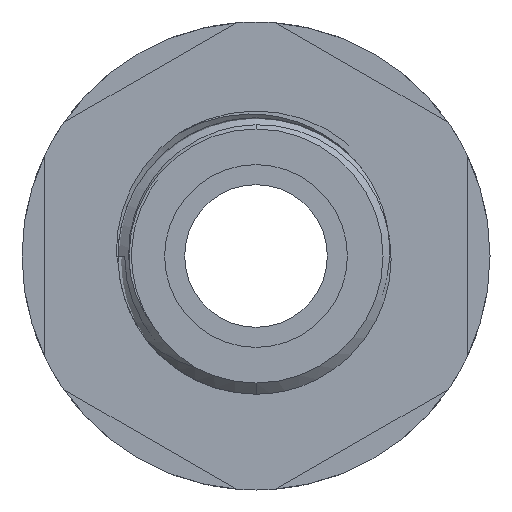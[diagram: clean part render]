
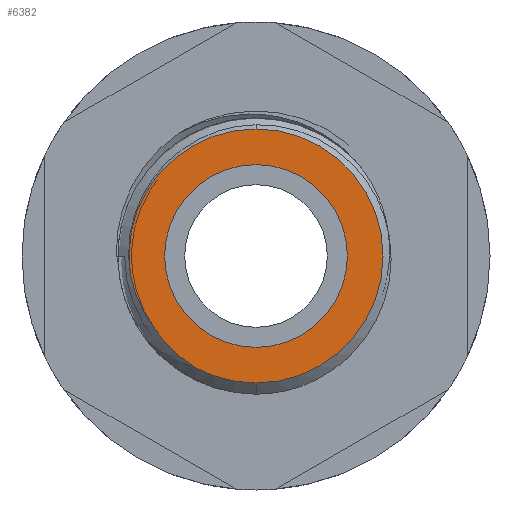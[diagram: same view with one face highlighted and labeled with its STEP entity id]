
A CAD part, front view. The second image highlights one B-rep face of the part: STEP entity #6382.
In plain terms, the highlighted planar face has unit normal (0, -1, 0).
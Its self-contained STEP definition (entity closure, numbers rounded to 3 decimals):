
#163 = CARTESIAN_POINT ( 'NONE',  ( -5.632, -8., -0.879 ) ) ;
#1139 = CIRCLE ( 'NONE', #1324, 4.1 ) ;
#1296 = CARTESIAN_POINT ( 'NONE',  ( -2.751, -8., -4.992 ) ) ;
#1324 = AXIS2_PLACEMENT_3D ( 'NONE', #9111, #2697, #10153 ) ;
#1958 = DIRECTION ( 'NONE',  ( 0., -1., 0. ) ) ;
#2098 = ORIENTED_EDGE ( 'NONE', *, *, #6768, .F. ) ;
#2105 = CARTESIAN_POINT ( 'NONE',  ( -4.368, -8., -3.546 ) ) ;
#2517 = CARTESIAN_POINT ( 'NONE',  ( -5.591, -8., -1.085 ) ) ;
#2654 = CARTESIAN_POINT ( 'NONE',  ( 0., -8., 0. ) ) ;
#2697 = DIRECTION ( 'NONE',  ( 0., -1., 0. ) ) ;
#2699 = VERTEX_POINT ( 'NONE', #10494 ) ;
#2905 = CARTESIAN_POINT ( 'NONE',  ( 0., -8., 0. ) ) ;
#2925 = ORIENTED_EDGE ( 'NONE', *, *, #8103, .T. ) ;
#3196 = CARTESIAN_POINT ( 'NONE',  ( -4.602, -8., -3.173 ) ) ;
#3496 = CARTESIAN_POINT ( 'NONE',  ( 0., -8., 5.7 ) ) ;
#3527 = CARTESIAN_POINT ( 'NONE',  ( 0., -8., -4.1 ) ) ;
#3619 = CARTESIAN_POINT ( 'NONE',  ( -5.41, -8., -1.691 ) ) ;
#3635 = CARTESIAN_POINT ( 'NONE',  ( 0., -8., 0. ) ) ;
#3749 = DIRECTION ( 'NONE',  ( 0., 0., 1. ) ) ;
#3882 = FACE_BOUND ( 'NONE', #9105, .T. ) ;
#3983 = EDGE_CURVE ( 'NONE', #10228, #7650, #4777, .T. ) ;
#4286 = CARTESIAN_POINT ( 'NONE',  ( -4.094, -8., -3.884 ) ) ;
#4704 = CARTESIAN_POINT ( 'NONE',  ( -5.073, -8., -2.47 ) ) ;
#4723 = DIRECTION ( 'NONE',  ( 0., 0., 1. ) ) ;
#4777 = CIRCLE ( 'NONE', #11583, 5.7 ) ;
#5139 = DIRECTION ( 'NONE',  ( 0., 0., 1. ) ) ;
#5152 = B_SPLINE_CURVE_WITH_KNOTS ( 'NONE', 3,
 ( #3196, #2105, #4286, #11618, #5378, #12637, #6453, #13632 ),
 .UNSPECIFIED., .F., .F.,
 ( 4, 2, 2, 4 ),
 ( 0., 0.001, 0.002, 0.003 ),
 .UNSPECIFIED. ) ;
#5234 = EDGE_CURVE ( 'NONE', #8258, #13508, #8433, .T. ) ;
#5292 = CARTESIAN_POINT ( 'NONE',  ( 0., -8., 0. ) ) ;
#5378 = CARTESIAN_POINT ( 'NONE',  ( -3.461, -8., -4.487 ) ) ;
#5597 = AXIS2_PLACEMENT_3D ( 'NONE', #5292, #12549, #6365 ) ;
#5786 = CARTESIAN_POINT ( 'NONE',  ( -4.602, -8., -3.173 ) ) ;
#6365 = DIRECTION ( 'NONE',  ( 0., 0., -1. ) ) ;
#6382 = ADVANCED_FACE ( 'NONE', ( #3882, #9553 ), #12361, .F. ) ;
#6424 = EDGE_CURVE ( 'NONE', #12182, #10258, #11287, .T. ) ;
#6432 = AXIS2_PLACEMENT_3D ( 'NONE', #3635, #11010, #4723 ) ;
#6453 = CARTESIAN_POINT ( 'NONE',  ( -2.937, -8., -4.879 ) ) ;
#6768 = EDGE_CURVE ( 'NONE', #13508, #8258, #1139, .T. ) ;
#7030 = ORIENTED_EDGE ( 'NONE', *, *, #3983, .T. ) ;
#7271 = B_SPLINE_CURVE_WITH_KNOTS ( 'NONE', 3,
 ( #7783, #2517, #9986, #3619, #10993, #4704, #12019, #5786 ),
 .UNSPECIFIED., .F., .F.,
 ( 4, 2, 2, 4 ),
 ( 0.008, 0.009, 0.01, 0.011 ),
 .UNSPECIFIED. ) ;
#7452 = EDGE_LOOP ( 'NONE', ( #12597, #2925, #7030, #9130, #9270 ) ) ;
#7650 = VERTEX_POINT ( 'NONE', #8404 ) ;
#7655 = AXIS2_PLACEMENT_3D ( 'NONE', #2905, #11397, #5139 ) ;
#7783 = CARTESIAN_POINT ( 'NONE',  ( -5.632, -8., -0.879 ) ) ;
#8103 = EDGE_CURVE ( 'NONE', #2699, #10228, #5152, .T. ) ;
#8258 = VERTEX_POINT ( 'NONE', #12980 ) ;
#8368 = AXIS2_PLACEMENT_3D ( 'NONE', #8401, #1958, #9449 ) ;
#8401 = CARTESIAN_POINT ( 'NONE',  ( 0., -8., 0. ) ) ;
#8404 = CARTESIAN_POINT ( 'NONE',  ( 0., -8., -5.7 ) ) ;
#8433 = CIRCLE ( 'NONE', #5597, 4.1 ) ;
#9105 = EDGE_LOOP ( 'NONE', ( #2098, #12034 ) ) ;
#9111 = CARTESIAN_POINT ( 'NONE',  ( 0., -8., 0. ) ) ;
#9130 = ORIENTED_EDGE ( 'NONE', *, *, #10864, .T. ) ;
#9270 = ORIENTED_EDGE ( 'NONE', *, *, #6424, .T. ) ;
#9449 = DIRECTION ( 'NONE',  ( 0., 0., 1. ) ) ;
#9553 = FACE_OUTER_BOUND ( 'NONE', #7452, .T. ) ;
#9986 = CARTESIAN_POINT ( 'NONE',  ( -5.538, -8., -1.288 ) ) ;
#10115 = DIRECTION ( 'NONE',  ( 0., -1., 0. ) ) ;
#10153 = DIRECTION ( 'NONE',  ( 0., 0., -1. ) ) ;
#10228 = VERTEX_POINT ( 'NONE', #1296 ) ;
#10258 = VERTEX_POINT ( 'NONE', #163 ) ;
#10494 = CARTESIAN_POINT ( 'NONE',  ( -4.602, -8., -3.173 ) ) ;
#10864 = EDGE_CURVE ( 'NONE', #7650, #12182, #13729, .T. ) ;
#10993 = CARTESIAN_POINT ( 'NONE',  ( -5.333, -8., -1.89 ) ) ;
#11010 = DIRECTION ( 'NONE',  ( 0., -1., 0. ) ) ;
#11287 = CIRCLE ( 'NONE', #8368, 5.7 ) ;
#11371 = EDGE_CURVE ( 'NONE', #10258, #2699, #7271, .T. ) ;
#11397 = DIRECTION ( 'NONE',  ( 0., 1., 0. ) ) ;
#11583 = AXIS2_PLACEMENT_3D ( 'NONE', #2654, #10115, #3749 ) ;
#11618 = CARTESIAN_POINT ( 'NONE',  ( -3.627, -8., -4.342 ) ) ;
#12019 = CARTESIAN_POINT ( 'NONE',  ( -4.859, -8., -2.833 ) ) ;
#12034 = ORIENTED_EDGE ( 'NONE', *, *, #5234, .F. ) ;
#12182 = VERTEX_POINT ( 'NONE', #3496 ) ;
#12361 = PLANE ( 'NONE',  #7655 ) ;
#12549 = DIRECTION ( 'NONE',  ( 0., -1., 0. ) ) ;
#12597 = ORIENTED_EDGE ( 'NONE', *, *, #11371, .T. ) ;
#12637 = CARTESIAN_POINT ( 'NONE',  ( -3.116, -8., -4.756 ) ) ;
#12980 = CARTESIAN_POINT ( 'NONE',  ( 0., -8., 4.1 ) ) ;
#13508 = VERTEX_POINT ( 'NONE', #3527 ) ;
#13632 = CARTESIAN_POINT ( 'NONE',  ( -2.751, -8., -4.992 ) ) ;
#13729 = CIRCLE ( 'NONE', #6432, 5.7 ) ;
